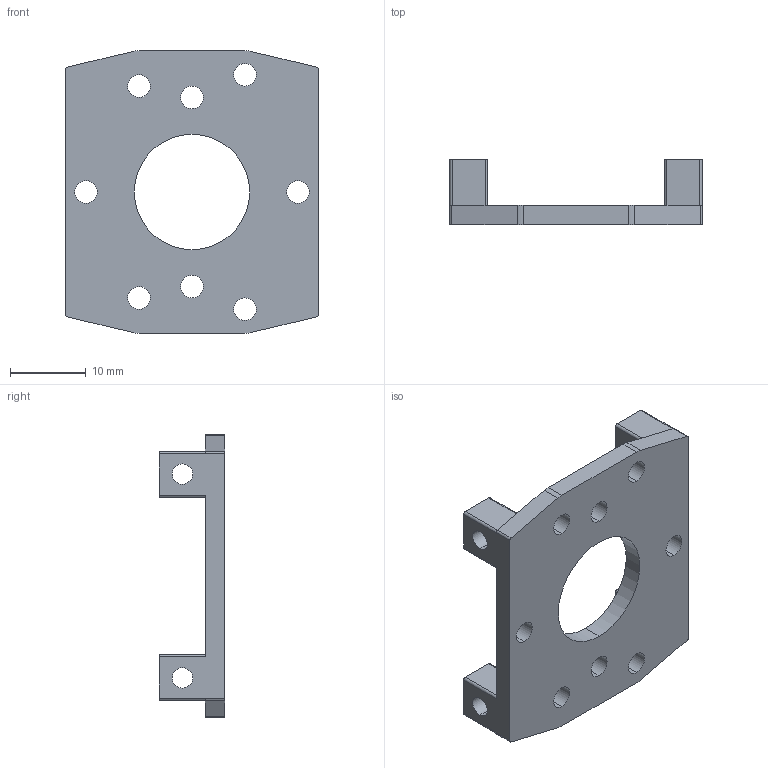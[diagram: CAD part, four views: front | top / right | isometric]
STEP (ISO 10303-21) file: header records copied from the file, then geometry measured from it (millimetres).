
FILE_DESCRIPTION (( 'STEP AP203' ), '1' );
FILE_NAME ('555132.STEP', '2014-07-11T18:48:44', ( 'Kyle' ), ( 'Microsoft' ), 'SwSTEP 2.0', 'SolidWorks 2014', '' );
FILE_SCHEMA (( 'CONFIG_CONTROL_DESIGN' ));
Length unit declared in the file: inch
Products named in the file (1): 555132
Bounding box: 33.4 x 8.63 x 37.36 mm (x, y, z)
Volume: 3083.9 mm3; surface area: 3238.7 mm2
Topology: 1 solids, 1 shells, 76 faces, 222 edges, 148 vertices
Faces by surface type: cylinder 50, plane 26
Entity records: 2697 total; most frequent: DIRECTION 476, CARTESIAN_POINT 447, ORIENTED_EDGE 444, EDGE_CURVE 222, AXIS2_PLACEMENT_3D 177, VERTEX_POINT 148, VECTOR 122, LINE 122
